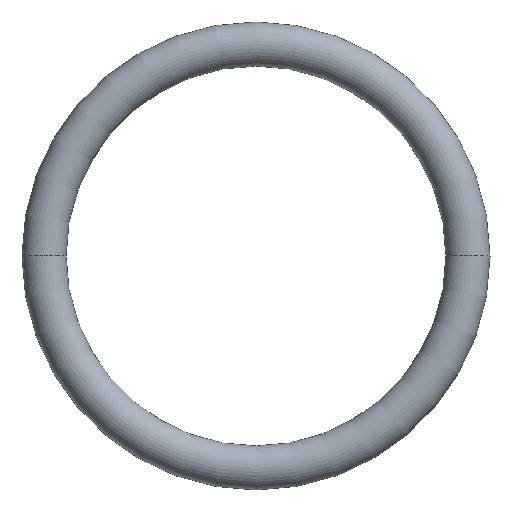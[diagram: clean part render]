
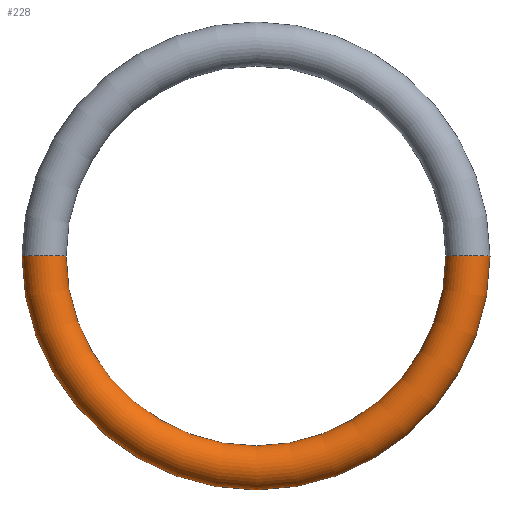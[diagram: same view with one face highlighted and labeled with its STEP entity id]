
A CAD part, top view. The second image highlights one B-rep face of the part: STEP entity #228.
In plain terms, the highlighted toroidal (fillet/blend) face has major radius 8.65 mm and minor radius 0.9 mm.
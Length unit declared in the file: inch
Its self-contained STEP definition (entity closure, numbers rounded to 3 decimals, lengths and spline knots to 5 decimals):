
#7 = EDGE_CURVE ( 'NONE', #30, #226, #92, .T. ) ;
#11 = DIRECTION ( 'NONE',  ( 0., 0., 1. ) ) ;
#12 = CARTESIAN_POINT ( 'NONE',  ( -0.34055, 0., 0. ) ) ;
#13 = CARTESIAN_POINT ( 'NONE',  ( -0.30512, 0., 0. ) ) ;
#28 = AXIS2_PLACEMENT_3D ( 'NONE', #12, #134, #43 ) ;
#29 = DIRECTION ( 'NONE',  ( 0., -1., 0. ) ) ;
#30 = VERTEX_POINT ( 'NONE', #13 ) ;
#31 = ORIENTED_EDGE ( 'NONE', *, *, #100, .T. ) ;
#35 = CARTESIAN_POINT ( 'NONE',  ( 0., 0., 0. ) ) ;
#43 = DIRECTION ( 'NONE',  ( -1., 0., 0. ) ) ;
#51 = FACE_OUTER_BOUND ( 'NONE', #237, .T. ) ;
#55 = CIRCLE ( 'NONE', #227, 0.37598 ) ;
#66 = CARTESIAN_POINT ( 'NONE',  ( 0.34055, 0., 0. ) ) ;
#67 = DIRECTION ( 'NONE',  ( 1., 0., 0. ) ) ;
#68 = AXIS2_PLACEMENT_3D ( 'NONE', #35, #196, #236 ) ;
#73 = VERTEX_POINT ( 'NONE', #132 ) ;
#77 = CIRCLE ( 'NONE', #109, 0.03543 ) ;
#89 = VERTEX_POINT ( 'NONE', #190 ) ;
#92 = CIRCLE ( 'NONE', #173, 0.30512 ) ;
#100 = EDGE_CURVE ( 'NONE', #89, #73, #55, .T. ) ;
#105 = CARTESIAN_POINT ( 'NONE',  ( 0., 0., 0. ) ) ;
#109 = AXIS2_PLACEMENT_3D ( 'NONE', #66, #29, #207 ) ;
#122 = ORIENTED_EDGE ( 'NONE', *, *, #7, .F. ) ;
#124 = ORIENTED_EDGE ( 'NONE', *, *, #125, .F. ) ;
#125 = EDGE_CURVE ( 'NONE', #89, #30, #133, .T. ) ;
#132 = CARTESIAN_POINT ( 'NONE',  ( 0.37598, 0., 0. ) ) ;
#133 = CIRCLE ( 'NONE', #28, 0.03543 ) ;
#134 = DIRECTION ( 'NONE',  ( 0., 1., 0. ) ) ;
#140 = DIRECTION ( 'NONE',  ( 1., 0., 0. ) ) ;
#173 = AXIS2_PLACEMENT_3D ( 'NONE', #105, #197, #140 ) ;
#177 = ORIENTED_EDGE ( 'NONE', *, *, #181, .T. ) ;
#181 = EDGE_CURVE ( 'NONE', #73, #226, #77, .T. ) ;
#182 = TOROIDAL_SURFACE ( 'NONE', #68, 0.34055, 0.03543 ) ;
#190 = CARTESIAN_POINT ( 'NONE',  ( -0.37598, 0., 0. ) ) ;
#195 = CARTESIAN_POINT ( 'NONE',  ( 0.30512, 0., 0. ) ) ;
#196 = DIRECTION ( 'NONE',  ( 0., 0., 1. ) ) ;
#197 = DIRECTION ( 'NONE',  ( 0., 0., 1. ) ) ;
#207 = DIRECTION ( 'NONE',  ( 0., 0., -1. ) ) ;
#213 = CARTESIAN_POINT ( 'NONE',  ( 0., 0., 0. ) ) ;
#226 = VERTEX_POINT ( 'NONE', #195 ) ;
#227 = AXIS2_PLACEMENT_3D ( 'NONE', #213, #11, #67 ) ;
#228 = ADVANCED_FACE ( 'NONE', ( #51 ), #182, .T. ) ;
#236 = DIRECTION ( 'NONE',  ( 1., 0., 0. ) ) ;
#237 = EDGE_LOOP ( 'NONE', ( #124, #31, #177, #122 ) ) ;
